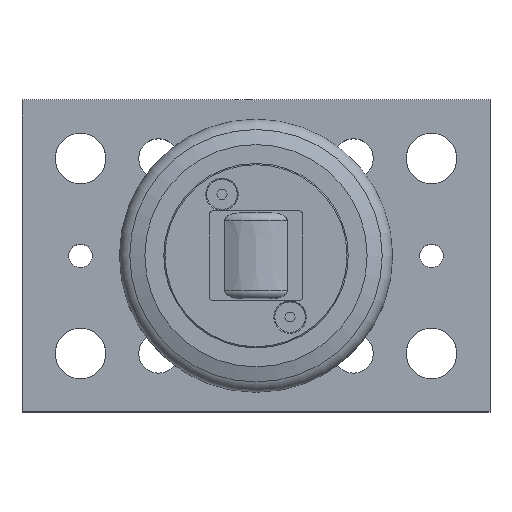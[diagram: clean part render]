
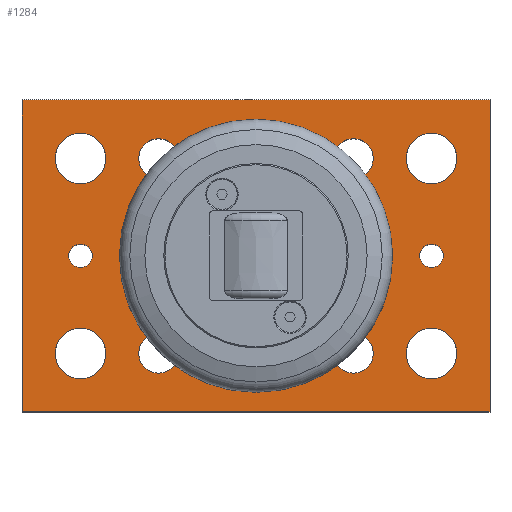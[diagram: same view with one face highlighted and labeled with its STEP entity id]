
A CAD part, top view. The second image highlights one B-rep face of the part: STEP entity #1284.
In plain terms, the highlighted planar face has unit normal (0, 0, 1).
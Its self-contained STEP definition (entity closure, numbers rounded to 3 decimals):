
#67=FACE_BOUND('',#292,.T.);
#68=FACE_BOUND('',#293,.T.);
#69=FACE_BOUND('',#294,.T.);
#70=FACE_BOUND('',#295,.T.);
#71=FACE_BOUND('',#296,.T.);
#72=FACE_BOUND('',#297,.T.);
#73=FACE_BOUND('',#298,.T.);
#74=FACE_BOUND('',#299,.T.);
#75=FACE_BOUND('',#300,.T.);
#76=FACE_BOUND('',#301,.T.);
#77=FACE_BOUND('',#302,.T.);
#127=CIRCLE('',#1409,23.5);
#128=CIRCLE('',#1410,5.053);
#129=CIRCLE('',#1411,5.053);
#130=CIRCLE('',#1412,5.053);
#131=CIRCLE('',#1413,5.053);
#132=CIRCLE('',#1414,5.053);
#133=CIRCLE('',#1415,5.053);
#134=CIRCLE('',#1416,5.053);
#135=CIRCLE('',#1417,5.053);
#136=CIRCLE('',#1418,6.5);
#137=CIRCLE('',#1419,6.5);
#138=CIRCLE('',#1420,6.5);
#139=CIRCLE('',#1421,6.5);
#140=CIRCLE('',#1422,3.);
#141=CIRCLE('',#1423,3.);
#214=FACE_OUTER_BOUND('',#291,.T.);
#291=EDGE_LOOP('',(#1040,#1041,#1042,#1043));
#292=EDGE_LOOP('',(#1044));
#293=EDGE_LOOP('',(#1045,#1046));
#294=EDGE_LOOP('',(#1047,#1048));
#295=EDGE_LOOP('',(#1049,#1050));
#296=EDGE_LOOP('',(#1051,#1052));
#297=EDGE_LOOP('',(#1053));
#298=EDGE_LOOP('',(#1054));
#299=EDGE_LOOP('',(#1055));
#300=EDGE_LOOP('',(#1056));
#301=EDGE_LOOP('',(#1057));
#302=EDGE_LOOP('',(#1058));
#408=LINE('',#2155,#499);
#409=LINE('',#2157,#500);
#410=LINE('',#2159,#501);
#411=LINE('',#2160,#502);
#499=VECTOR('',#1700,10.);
#500=VECTOR('',#1701,10.);
#501=VECTOR('',#1702,10.);
#502=VECTOR('',#1703,10.);
#599=VERTEX_POINT('',#2153);
#600=VERTEX_POINT('',#2154);
#601=VERTEX_POINT('',#2156);
#602=VERTEX_POINT('',#2158);
#603=VERTEX_POINT('',#2161);
#604=VERTEX_POINT('',#2163);
#605=VERTEX_POINT('',#2164);
#606=VERTEX_POINT('',#2167);
#607=VERTEX_POINT('',#2168);
#608=VERTEX_POINT('',#2171);
#609=VERTEX_POINT('',#2172);
#610=VERTEX_POINT('',#2175);
#611=VERTEX_POINT('',#2176);
#612=VERTEX_POINT('',#2179);
#613=VERTEX_POINT('',#2181);
#614=VERTEX_POINT('',#2183);
#615=VERTEX_POINT('',#2185);
#616=VERTEX_POINT('',#2187);
#617=VERTEX_POINT('',#2189);
#759=EDGE_CURVE('',#599,#600,#408,.T.);
#760=EDGE_CURVE('',#601,#599,#409,.T.);
#761=EDGE_CURVE('',#602,#601,#410,.T.);
#762=EDGE_CURVE('',#600,#602,#411,.T.);
#763=EDGE_CURVE('',#603,#603,#127,.T.);
#764=EDGE_CURVE('',#604,#605,#128,.T.);
#765=EDGE_CURVE('',#605,#604,#129,.T.);
#766=EDGE_CURVE('',#606,#607,#130,.T.);
#767=EDGE_CURVE('',#607,#606,#131,.T.);
#768=EDGE_CURVE('',#608,#609,#132,.T.);
#769=EDGE_CURVE('',#609,#608,#133,.T.);
#770=EDGE_CURVE('',#610,#611,#134,.T.);
#771=EDGE_CURVE('',#611,#610,#135,.T.);
#772=EDGE_CURVE('',#612,#612,#136,.T.);
#773=EDGE_CURVE('',#613,#613,#137,.T.);
#774=EDGE_CURVE('',#614,#614,#138,.T.);
#775=EDGE_CURVE('',#615,#615,#139,.T.);
#776=EDGE_CURVE('',#616,#616,#140,.T.);
#777=EDGE_CURVE('',#617,#617,#141,.T.);
#1040=ORIENTED_EDGE('',*,*,#759,.F.);
#1041=ORIENTED_EDGE('',*,*,#760,.F.);
#1042=ORIENTED_EDGE('',*,*,#761,.F.);
#1043=ORIENTED_EDGE('',*,*,#762,.F.);
#1044=ORIENTED_EDGE('',*,*,#763,.T.);
#1045=ORIENTED_EDGE('',*,*,#764,.T.);
#1046=ORIENTED_EDGE('',*,*,#765,.T.);
#1047=ORIENTED_EDGE('',*,*,#766,.T.);
#1048=ORIENTED_EDGE('',*,*,#767,.T.);
#1049=ORIENTED_EDGE('',*,*,#768,.T.);
#1050=ORIENTED_EDGE('',*,*,#769,.T.);
#1051=ORIENTED_EDGE('',*,*,#770,.T.);
#1052=ORIENTED_EDGE('',*,*,#771,.T.);
#1053=ORIENTED_EDGE('',*,*,#772,.T.);
#1054=ORIENTED_EDGE('',*,*,#773,.T.);
#1055=ORIENTED_EDGE('',*,*,#774,.T.);
#1056=ORIENTED_EDGE('',*,*,#775,.T.);
#1057=ORIENTED_EDGE('',*,*,#776,.T.);
#1058=ORIENTED_EDGE('',*,*,#777,.T.);
#1233=PLANE('',#1408);
#1284=ADVANCED_FACE('',(#214,#67,#68,#69,#70,#71,#72,#73,#74,#75,#76,#77),
#1233,.T.);
#1408=AXIS2_PLACEMENT_3D('',#2152,#1698,#1699);
#1409=AXIS2_PLACEMENT_3D('',#2162,#1704,#1705);
#1410=AXIS2_PLACEMENT_3D('',#2165,#1706,#1707);
#1411=AXIS2_PLACEMENT_3D('',#2166,#1708,#1709);
#1412=AXIS2_PLACEMENT_3D('',#2169,#1710,#1711);
#1413=AXIS2_PLACEMENT_3D('',#2170,#1712,#1713);
#1414=AXIS2_PLACEMENT_3D('',#2173,#1714,#1715);
#1415=AXIS2_PLACEMENT_3D('',#2174,#1716,#1717);
#1416=AXIS2_PLACEMENT_3D('',#2177,#1718,#1719);
#1417=AXIS2_PLACEMENT_3D('',#2178,#1720,#1721);
#1418=AXIS2_PLACEMENT_3D('',#2180,#1722,#1723);
#1419=AXIS2_PLACEMENT_3D('',#2182,#1724,#1725);
#1420=AXIS2_PLACEMENT_3D('',#2184,#1726,#1727);
#1421=AXIS2_PLACEMENT_3D('',#2186,#1728,#1729);
#1422=AXIS2_PLACEMENT_3D('',#2188,#1730,#1731);
#1423=AXIS2_PLACEMENT_3D('',#2190,#1732,#1733);
#1698=DIRECTION('center_axis',(0.,0.,1.));
#1699=DIRECTION('ref_axis',(1.,0.,0.));
#1700=DIRECTION('',(0.,1.,0.));
#1701=DIRECTION('',(-1.,0.,0.));
#1702=DIRECTION('',(0.,-1.,0.));
#1703=DIRECTION('',(1.,0.,0.));
#1704=DIRECTION('center_axis',(0.,0.,-1.));
#1705=DIRECTION('ref_axis',(0.,-1.,0.));
#1706=DIRECTION('center_axis',(0.,0.,-1.));
#1707=DIRECTION('ref_axis',(1.,0.,0.));
#1708=DIRECTION('center_axis',(0.,0.,-1.));
#1709=DIRECTION('ref_axis',(1.,0.,0.));
#1710=DIRECTION('center_axis',(0.,0.,-1.));
#1711=DIRECTION('ref_axis',(1.,0.,0.));
#1712=DIRECTION('center_axis',(0.,0.,-1.));
#1713=DIRECTION('ref_axis',(1.,0.,0.));
#1714=DIRECTION('center_axis',(0.,0.,-1.));
#1715=DIRECTION('ref_axis',(1.,0.,0.));
#1716=DIRECTION('center_axis',(0.,0.,-1.));
#1717=DIRECTION('ref_axis',(1.,0.,0.));
#1718=DIRECTION('center_axis',(0.,0.,-1.));
#1719=DIRECTION('ref_axis',(1.,0.,0.));
#1720=DIRECTION('center_axis',(0.,0.,-1.));
#1721=DIRECTION('ref_axis',(1.,0.,0.));
#1722=DIRECTION('center_axis',(0.,0.,-1.));
#1723=DIRECTION('ref_axis',(-1.,0.,0.));
#1724=DIRECTION('center_axis',(0.,0.,-1.));
#1725=DIRECTION('ref_axis',(-1.,0.,0.));
#1726=DIRECTION('center_axis',(0.,0.,-1.));
#1727=DIRECTION('ref_axis',(-1.,0.,0.));
#1728=DIRECTION('center_axis',(0.,0.,-1.));
#1729=DIRECTION('ref_axis',(-1.,0.,0.));
#1730=DIRECTION('center_axis',(0.,0.,-1.));
#1731=DIRECTION('ref_axis',(-1.,0.,0.));
#1732=DIRECTION('center_axis',(0.,0.,-1.));
#1733=DIRECTION('ref_axis',(-1.,0.,0.));
#2152=CARTESIAN_POINT('Origin',(60.,40.,15.));
#2153=CARTESIAN_POINT('',(0.,0.,15.));
#2154=CARTESIAN_POINT('',(0.,80.,15.));
#2155=CARTESIAN_POINT('',(0.,80.,15.));
#2156=CARTESIAN_POINT('',(120.,0.,15.));
#2157=CARTESIAN_POINT('',(0.,0.,15.));
#2158=CARTESIAN_POINT('',(120.,80.,15.));
#2159=CARTESIAN_POINT('',(120.,0.,15.));
#2160=CARTESIAN_POINT('',(120.,80.,15.));
#2161=CARTESIAN_POINT('',(60.,63.5,15.));
#2162=CARTESIAN_POINT('Origin',(60.,40.,15.));
#2163=CARTESIAN_POINT('',(40.053,15.,15.));
#2164=CARTESIAN_POINT('',(29.947,15.,15.));
#2165=CARTESIAN_POINT('Origin',(35.,15.,15.));
#2166=CARTESIAN_POINT('Origin',(35.,15.,15.));
#2167=CARTESIAN_POINT('',(90.053,15.,15.));
#2168=CARTESIAN_POINT('',(79.947,15.,15.));
#2169=CARTESIAN_POINT('Origin',(85.,15.,15.));
#2170=CARTESIAN_POINT('Origin',(85.,15.,15.));
#2171=CARTESIAN_POINT('',(90.053,65.,15.));
#2172=CARTESIAN_POINT('',(79.947,65.,15.));
#2173=CARTESIAN_POINT('Origin',(85.,65.,15.));
#2174=CARTESIAN_POINT('Origin',(85.,65.,15.));
#2175=CARTESIAN_POINT('',(40.053,65.,15.));
#2176=CARTESIAN_POINT('',(29.947,65.,15.));
#2177=CARTESIAN_POINT('Origin',(35.,65.,15.));
#2178=CARTESIAN_POINT('Origin',(35.,65.,15.));
#2179=CARTESIAN_POINT('',(111.5,65.,15.));
#2180=CARTESIAN_POINT('Origin',(105.,65.,15.));
#2181=CARTESIAN_POINT('',(21.5,15.,15.));
#2182=CARTESIAN_POINT('Origin',(15.,15.,15.));
#2183=CARTESIAN_POINT('',(21.5,65.,15.));
#2184=CARTESIAN_POINT('Origin',(15.,65.,15.));
#2185=CARTESIAN_POINT('',(111.5,15.,15.));
#2186=CARTESIAN_POINT('Origin',(105.,15.,15.));
#2187=CARTESIAN_POINT('',(108.,40.,15.));
#2188=CARTESIAN_POINT('Origin',(105.,40.,15.));
#2189=CARTESIAN_POINT('',(18.,40.,15.));
#2190=CARTESIAN_POINT('Origin',(15.,40.,15.));
